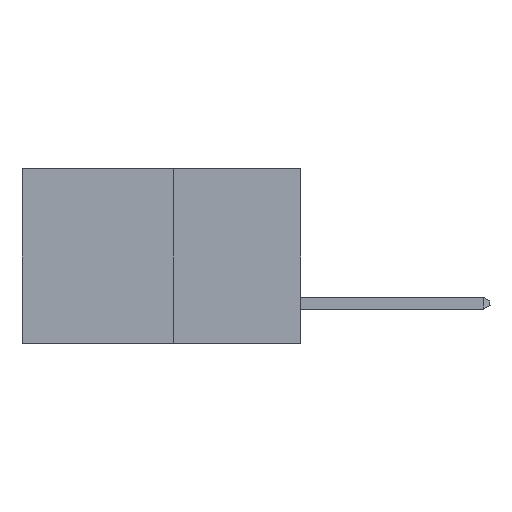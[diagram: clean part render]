
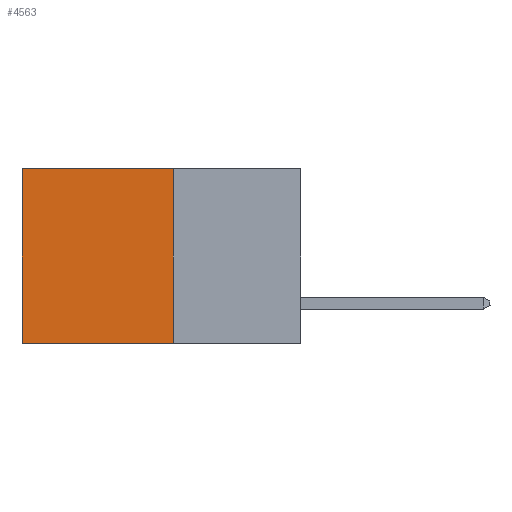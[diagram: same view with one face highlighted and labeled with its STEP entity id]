
A CAD part, left-side view. The second image highlights one B-rep face of the part: STEP entity #4563.
In plain terms, the highlighted planar face has unit normal (-1, 0, 0).
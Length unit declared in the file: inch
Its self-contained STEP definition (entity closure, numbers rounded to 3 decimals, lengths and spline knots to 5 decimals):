
#2427 = VECTOR ( 'NONE', #9741, 39.37008 ) ;
#3613 = VECTOR ( 'NONE', #9592, 39.37008 ) ;
#4563 = ADVANCED_FACE ( 'NONE', ( #13946 ), #12837, .F. ) ;
#4803 = VECTOR ( 'NONE', #7331, 39.37008 ) ;
#4922 = ORIENTED_EDGE ( 'NONE', *, *, #5024, .T. ) ;
#5024 = EDGE_CURVE ( 'NONE', #14071, #20236, #14396, .T. ) ;
#5390 = EDGE_CURVE ( 'NONE', #19684, #19392, #6776, .T. ) ;
#5673 = CARTESIAN_POINT ( 'NONE',  ( 0.277, 0.59, -0.37 ) ) ;
#6442 = LINE ( 'NONE', #15975, #3613 ) ;
#6776 = LINE ( 'NONE', #10384, #2427 ) ;
#7331 = DIRECTION ( 'NONE',  ( 0., 0., -1. ) ) ;
#7704 = ORIENTED_EDGE ( 'NONE', *, *, #16029, .F. ) ;
#8175 = ORIENTED_EDGE ( 'NONE', *, *, #17738, .T. ) ;
#9592 = DIRECTION ( 'NONE',  ( 0., 0., -1. ) ) ;
#9741 = DIRECTION ( 'NONE',  ( 0., 1., 0. ) ) ;
#9795 = CARTESIAN_POINT ( 'NONE',  ( 0.277, 0.59, 0. ) ) ;
#10113 = VECTOR ( 'NONE', #20873, 39.37008 ) ;
#10384 = CARTESIAN_POINT ( 'NONE',  ( 0.277, 0.27, -0.37 ) ) ;
#10475 = CARTESIAN_POINT ( 'NONE',  ( 0.277, 0.27, 0. ) ) ;
#11346 = CARTESIAN_POINT ( 'NONE',  ( 0.277, 0.59, -0.37 ) ) ;
#12737 = DIRECTION ( 'NONE',  ( 0., 0., -1. ) ) ;
#12767 = DIRECTION ( 'NONE',  ( 1., 0., 0. ) ) ;
#12837 = PLANE ( 'NONE',  #15132 ) ;
#13292 = CARTESIAN_POINT ( 'NONE',  ( 0.277, 0.27, -0.37 ) ) ;
#13946 = FACE_OUTER_BOUND ( 'NONE', #18893, .T. ) ;
#14071 = VERTEX_POINT ( 'NONE', #10475 ) ;
#14396 = LINE ( 'NONE', #20608, #10113 ) ;
#15132 = AXIS2_PLACEMENT_3D ( 'NONE', #13292, #12767, #12737 ) ;
#15975 = CARTESIAN_POINT ( 'NONE',  ( 0.277, 0.27, -0.37 ) ) ;
#16029 = EDGE_CURVE ( 'NONE', #14071, #19684, #6442, .T. ) ;
#17299 = ORIENTED_EDGE ( 'NONE', *, *, #5390, .F. ) ;
#17693 = LINE ( 'NONE', #5673, #4803 ) ;
#17738 = EDGE_CURVE ( 'NONE', #20236, #19392, #17693, .T. ) ;
#18893 = EDGE_LOOP ( 'NONE', ( #8175, #17299, #7704, #4922 ) ) ;
#19392 = VERTEX_POINT ( 'NONE', #11346 ) ;
#19684 = VERTEX_POINT ( 'NONE', #20031 ) ;
#20031 = CARTESIAN_POINT ( 'NONE',  ( 0.277, 0.27, -0.37 ) ) ;
#20236 = VERTEX_POINT ( 'NONE', #9795 ) ;
#20608 = CARTESIAN_POINT ( 'NONE',  ( 0.277, 0.27, 0. ) ) ;
#20873 = DIRECTION ( 'NONE',  ( 0., 1., 0. ) ) ;
